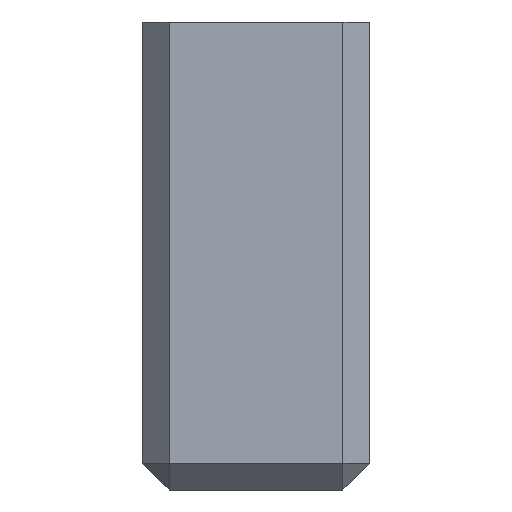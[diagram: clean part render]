
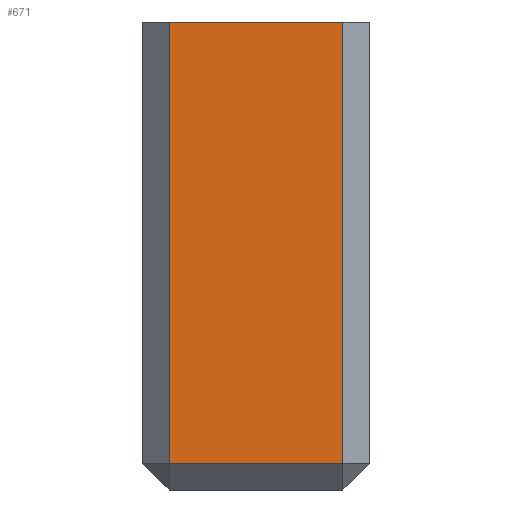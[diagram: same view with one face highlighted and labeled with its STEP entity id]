
A CAD part, front view. The second image highlights one B-rep face of the part: STEP entity #671.
In plain terms, the highlighted planar face has unit normal (0, -1, 0).
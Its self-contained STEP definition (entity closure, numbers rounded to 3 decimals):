
#31=LINE('',#988,#101);
#32=LINE('',#990,#102);
#38=LINE('',#1002,#108);
#47=LINE('',#1032,#117);
#101=VECTOR('',#793,16.5);
#102=VECTOR('',#796,6.5);
#108=VECTOR('',#806,16.5);
#117=VECTOR('',#843,6.5);
#168=PLANE('',#723);
#231=FACE_OUTER_BOUND('',#280,.T.);
#280=EDGE_LOOP('',(#540,#541,#542,#543));
#345=VERTEX_POINT('',#973);
#348=VERTEX_POINT('',#980);
#350=VERTEX_POINT('',#985);
#353=VERTEX_POINT('',#999);
#410=EDGE_CURVE('',#350,#348,#31,.T.);
#411=EDGE_CURVE('',#348,#345,#32,.T.);
#417=EDGE_CURVE('',#345,#353,#38,.T.);
#431=EDGE_CURVE('',#350,#353,#47,.T.);
#540=ORIENTED_EDGE('',*,*,#410,.T.);
#541=ORIENTED_EDGE('',*,*,#411,.T.);
#542=ORIENTED_EDGE('',*,*,#417,.T.);
#543=ORIENTED_EDGE('',*,*,#431,.F.);
#671=ADVANCED_FACE('',(#231),#168,.F.);
#723=AXIS2_PLACEMENT_3D('',#1031,#841,#842);
#793=DIRECTION('',(0.,0.,-1.));
#796=DIRECTION('',(1.,0.,0.));
#806=DIRECTION('',(0.,0.,1.));
#841=DIRECTION('center_axis',(0.,1.,0.));
#842=DIRECTION('ref_axis',(1.,0.,0.));
#843=DIRECTION('',(1.,0.,0.));
#973=CARTESIAN_POINT('',(20.85,-26.898,-6.5));
#980=CARTESIAN_POINT('',(14.35,-26.898,-6.5));
#985=CARTESIAN_POINT('',(14.35,-26.898,10.));
#988=CARTESIAN_POINT('',(14.35,-26.898,0.));
#990=CARTESIAN_POINT('',(15.35,-26.898,-6.5));
#999=CARTESIAN_POINT('',(20.85,-26.898,10.));
#1002=CARTESIAN_POINT('',(20.85,-26.898,0.625));
#1031=CARTESIAN_POINT('Origin',(13.35,-26.898,0.));
#1032=CARTESIAN_POINT('',(21.35,-26.898,10.));
